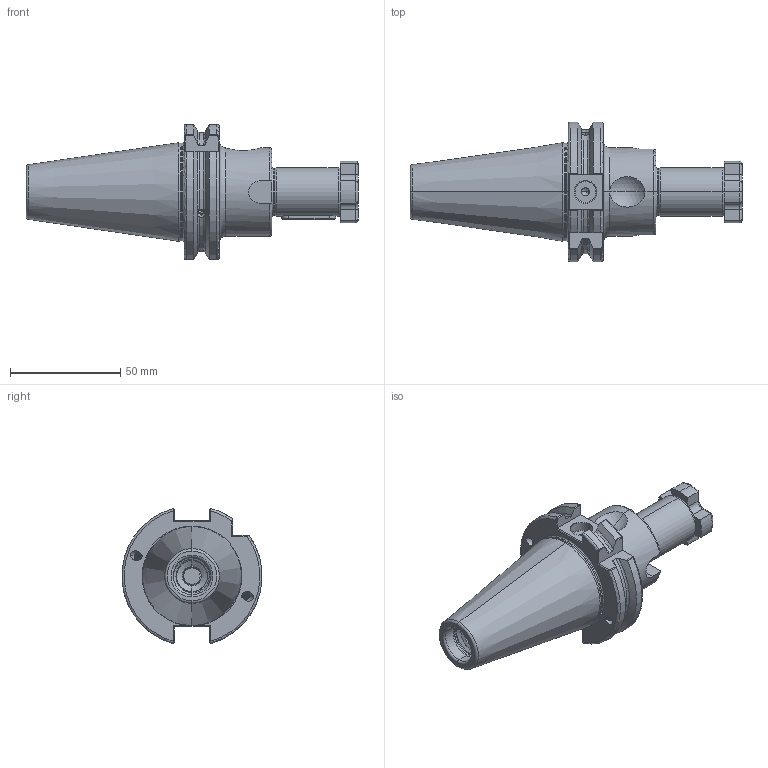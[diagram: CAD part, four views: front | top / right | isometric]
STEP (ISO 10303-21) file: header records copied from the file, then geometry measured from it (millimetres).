
FILE_DESCRIPTION (( 'STEP AP203' ), '1' );
FILE_NAME ('403.10.22.STEP', '2016-07-22T10:31:47', ( '' ), ( '' ), 'SwSTEP 2.0', 'SolidWorks 2012', '' );
FILE_SCHEMA (( 'CONFIG_CONTROL_DESIGN' ));
Length unit declared in the file: millimetre
Products named in the file (4): 十字螺絲FMB22; 403.10.22; SC22用鍵_6x6x25L
Assembly tree (3 placements, depth 2):
  403.10.22
    403.10.22
    SC22用鍵_6x6x25L
    十字螺絲FMB22
Bounding box: 150.4 x 63.34 x 61.24 mm (x, y, z)
Volume: 138201.7 mm3; surface area: 32944.1 mm2
Topology: 3 solids, 3 shells, 429 faces, 1165 edges, 729 vertices
Faces by surface type: cylinder 206, plane 81, torus 54, cone 52, bspline 34, sphere 2
Entity records: 27239 total; most frequent: CARTESIAN_POINT 17303, ORIENTED_EDGE 2302, DIRECTION 1698, EDGE_CURVE 1151, VERTEX_POINT 729, AXIS2_PLACEMENT_3D 656, EDGE_LOOP 442, ADVANCED_FACE 429
